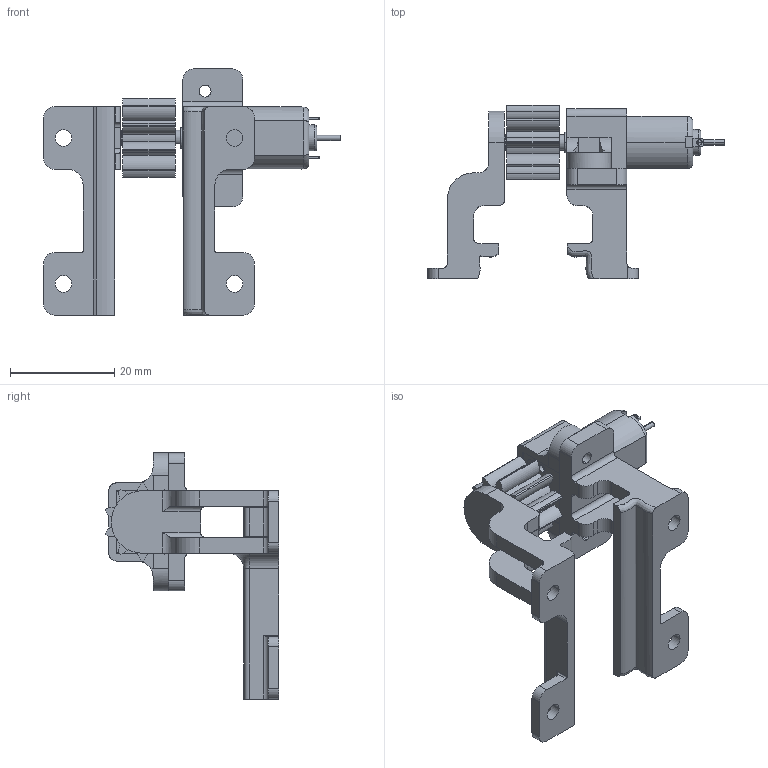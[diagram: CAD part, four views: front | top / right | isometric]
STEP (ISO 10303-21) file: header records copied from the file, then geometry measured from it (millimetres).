
FILE_DESCRIPTION (( 'STEP AP203' ), '1' );
FILE_NAME ('crane-extension-gear.STEP', '2021-12-25T02:48:54', ( '' ), ( '' ), 'SwSTEP 2.0', 'SolidWorks 2020', '' );
FILE_SCHEMA (( 'CONFIG_CONTROL_DESIGN' ));
Length unit declared in the file: millimetre
Products named in the file (1): crane-extension-gear
Bounding box: 56.9 x 33.32 x 47.25 mm (x, y, z)
Volume: 10024.5 mm3; surface area: 8300.9 mm2
Topology: 4 solids, 5 shells, 380 faces, 1037 edges, 674 vertices
Faces by surface type: plane 182, cylinder 176, torus 18, bspline 4
Entity records: 13322 total; most frequent: CARTESIAN_POINT 3452, ORIENTED_EDGE 2074, DIRECTION 2044, EDGE_CURVE 1037, AXIS2_PLACEMENT_3D 711, VERTEX_POINT 674, VECTOR 622, LINE 622
